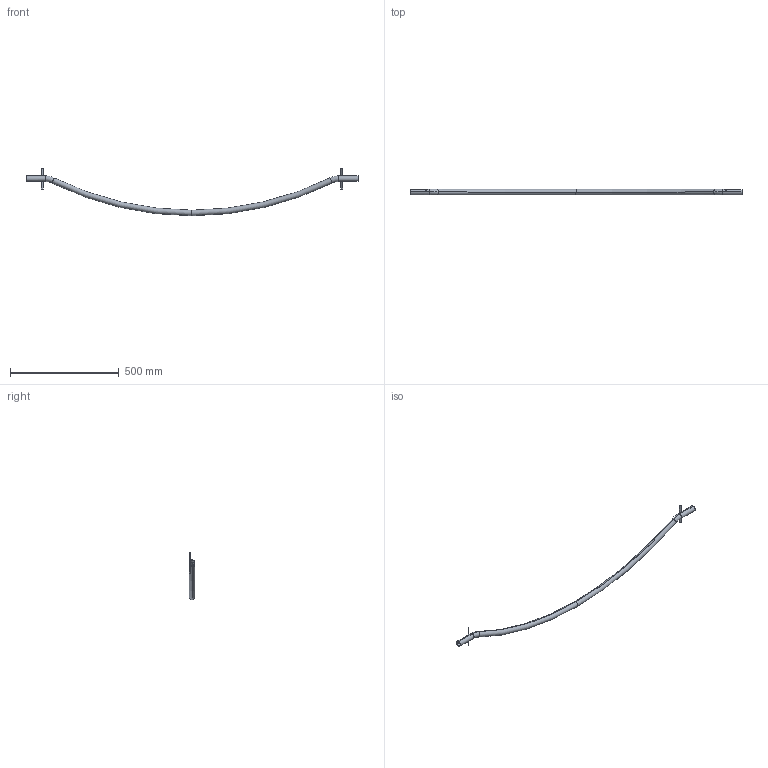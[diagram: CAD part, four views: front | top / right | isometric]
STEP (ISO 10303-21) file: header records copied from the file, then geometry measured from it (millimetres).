
FILE_DESCRIPTION((''),'2;1');
FILE_NAME('1139CR5','2015-09-01T',('rsmith'),(''),'PRO/ENGINEER BY PARAMETRIC TECHNOLOGY CORPORATION, 2013150','PRO/ENGINEER BY PARAMETRIC TECHNOLOGY CORPORATION, 2013150','');
FILE_SCHEMA(('CONFIG_CONTROL_DESIGN'));
Length unit declared in the file: inch
Products named in the file (1): 1139CR5
Bounding box: 1524 x 25.4 x 217.81 mm (x, y, z)
Volume: 92613.6 mm3; surface area: 371652.5 mm2
Topology: 1 solids, 4 shells, 112 faces, 262 edges, 154 vertices
Faces by surface type: cylinder 38, bspline 36, torus 24, plane 14
Entity records: 4776 total; most frequent: CARTESIAN_POINT 2443, ORIENTED_EDGE 500, DIRECTION 434, EDGE_CURVE 262, AXIS2_PLACEMENT_3D 185, VERTEX_POINT 154, EDGE_LOOP 114, FACE_OUTER_BOUND 112
